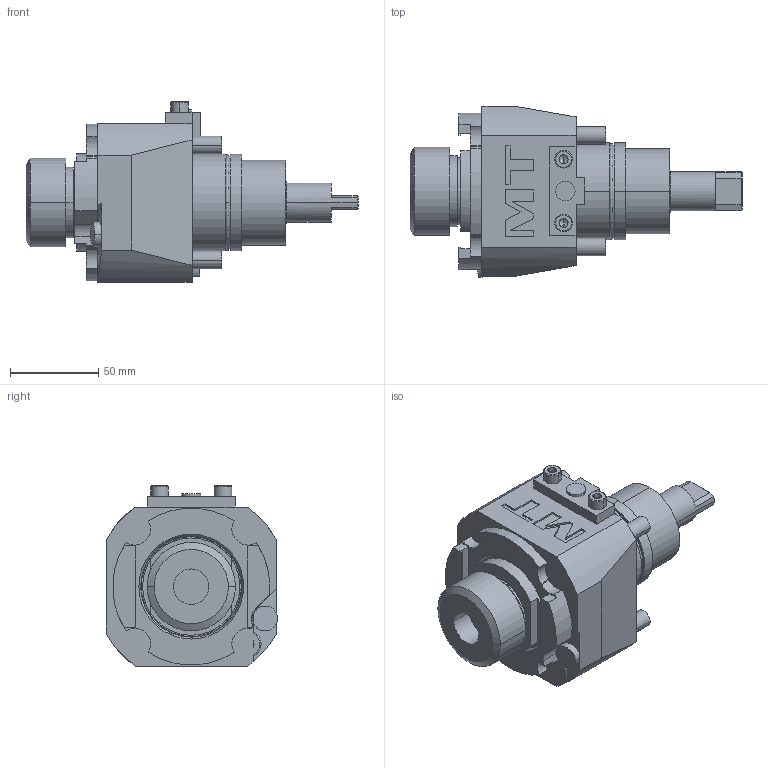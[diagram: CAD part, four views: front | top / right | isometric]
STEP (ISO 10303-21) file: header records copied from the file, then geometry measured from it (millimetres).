
FILE_DESCRIPTION((''),'2;1');
FILE_NAME('BGL0600232_CONF','2023-06-26T15:51:04',('gvalli'),('M.T. srl'),'CREO PARAMETRIC BY PTC INC, 2021072','CREO PARAMETRIC BY PTC INC, 2021072','');
FILE_SCHEMA(('CONFIG_CONTROL_DESIGN'));
Length unit declared in the file: millimetre
Products named in the file (1): BGL0600232_CONF
Bounding box: 187.81 x 96.84 x 102 mm (x, y, z)
Volume: 655230 mm3; surface area: 67883.2 mm2
Topology: 1 solids, 1 shells, 234 faces, 576 edges, 374 vertices
Faces by surface type: plane 134, cylinder 71, cone 14, torus 11, extrusion 4
Entity records: 7056 total; most frequent: CARTESIAN_POINT 1352, DIRECTION 1206, ORIENTED_EDGE 1144, EDGE_CURVE 572, AXIS2_PLACEMENT_3D 424, VERTEX_POINT 374, VECTOR 358, LINE 354
